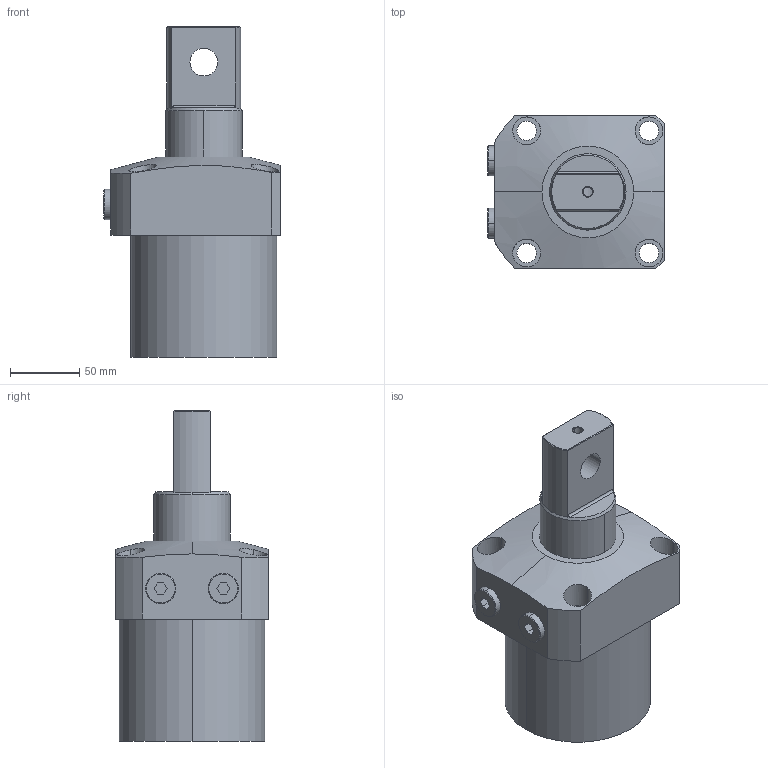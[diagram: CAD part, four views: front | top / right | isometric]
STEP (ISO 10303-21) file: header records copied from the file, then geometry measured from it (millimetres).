
FILE_DESCRIPTION (( 'STEP AP203' ), '1' );
FILE_NAME ('CHA-105Dx90G.STEP', '2019-12-07T08:50:39', ( '' ), ( '' ), 'SwSTEP 2.0', 'SolidWorks 2017', '' );
FILE_SCHEMA (( 'CONFIG_CONTROL_DESIGN' ));
Length unit declared in the file: millimetre
Products named in the file (4): CHA-105D活塞杆; CHA-105Dx90G; CHA-90掛极; G3-8黑芛
Assembly tree (4 placements, depth 2):
  CHA-105Dx90G
    CHA-90掛极
    G3-8黑芛  x2
    CHA-105D活塞杆
Bounding box: 127 x 110 x 238 mm (x, y, z)
Volume: 1357980.1 mm3; surface area: 150163.9 mm2
Topology: 4 solids, 4 shells, 122 faces, 288 edges, 188 vertices
Faces by surface type: cylinder 56, plane 50, cone 16
Entity records: 4069 total; most frequent: CARTESIAN_POINT 1168, DIRECTION 532, ORIENTED_EDGE 496, EDGE_CURVE 248, AXIS2_PLACEMENT_3D 215, VERTEX_POINT 162, EDGE_LOOP 132, CIRCLE 104
